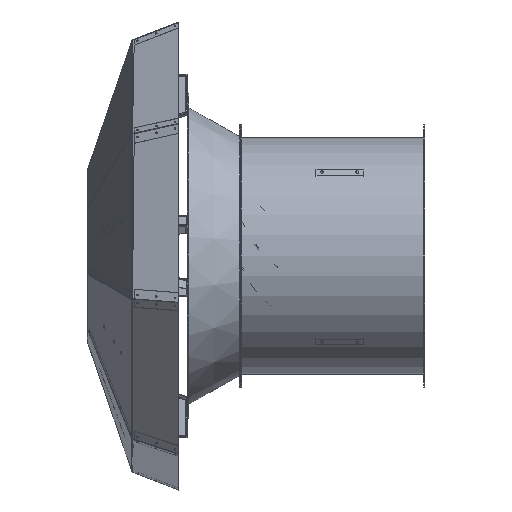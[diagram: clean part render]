
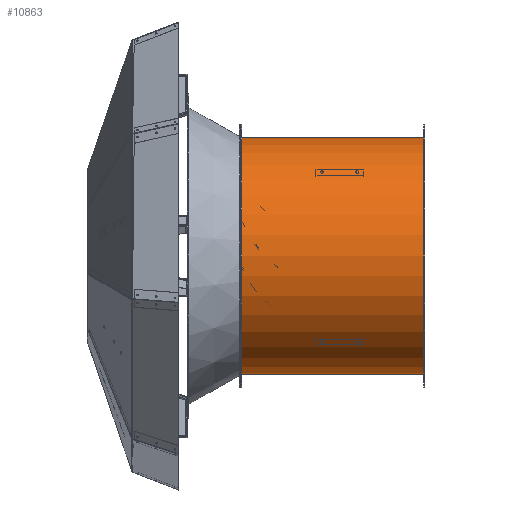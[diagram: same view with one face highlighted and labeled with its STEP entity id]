
A CAD part, front view. The second image highlights one B-rep face of the part: STEP entity #10863.
In plain terms, the highlighted cylindrical face has radius 401.2 mm (diameter 802.4 mm), a partial arc.
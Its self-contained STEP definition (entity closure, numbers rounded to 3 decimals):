
#10863=ADVANCED_FACE('',(#28366),#28368,.T.);
#28366=FACE_BOUND('',#28367,.T.);
#28367=EDGE_LOOP('',(#45100,#45101,#45102,#45103));
#28368=CYLINDRICAL_SURFACE('',#28369,401.2);
#28369=AXIS2_PLACEMENT_3D('',#28370,#28371,#28372);
#28370=CARTESIAN_POINT('',(0.,0.,0.));
#28371=DIRECTION('',(-1.,0.,0.));
#28372=DIRECTION('',(0.,-0.001,-1.));
#45100=ORIENTED_EDGE('',*,*,#57924,.T.);
#45101=ORIENTED_EDGE('',*,*,#57925,.T.);
#45102=ORIENTED_EDGE('',*,*,#57926,.F.);
#45103=ORIENTED_EDGE('',*,*,#57919,.F.);
#57919=EDGE_CURVE('',#66842,#66844,#66845,.T.);
#57924=EDGE_CURVE('',#66842,#66851,#66853,.T.);
#57925=EDGE_CURVE('',#66851,#66854,#66855,.T.);
#57926=EDGE_CURVE('',#66844,#66854,#66856,.T.);
#66842=VERTEX_POINT('',#83641);
#66844=VERTEX_POINT('',#83645);
#66845=LINE('',#83646,#83647);
#66851=VERTEX_POINT('',#83661);
#66853=CIRCLE('',#83665,401.2);
#66854=VERTEX_POINT('',#83669);
#66855=LINE('',#83670,#83671);
#66856=CIRCLE('',#83673,401.2);
#83641=CARTESIAN_POINT('',(0.,-0.502,-401.2));
#83645=CARTESIAN_POINT('',(-625.,-0.502,-401.2));
#83646=CARTESIAN_POINT('',(0.,-0.501,-401.2));
#83647=VECTOR('',#83648,1.);
#83648=DIRECTION('',(-1.,0.,0.));
#83661=CARTESIAN_POINT('',(0.,0.501,-401.2));
#83665=AXIS2_PLACEMENT_3D('',#83666,#83667,#83668);
#83666=CARTESIAN_POINT('',(0.,0.,0.));
#83667=DIRECTION('',(-1.,-0.,-0.));
#83668=DIRECTION('',(0.,-0.001,-1.));
#83669=CARTESIAN_POINT('',(-625.,0.501,-401.2));
#83670=CARTESIAN_POINT('',(0.,0.501,-401.2));
#83671=VECTOR('',#83672,1.);
#83672=DIRECTION('',(-1.,0.,0.));
#83673=AXIS2_PLACEMENT_3D('',#83674,#83675,#83676);
#83674=CARTESIAN_POINT('',(-625.,0.,0.));
#83675=DIRECTION('',(-1.,-0.,-0.));
#83676=DIRECTION('',(0.,-0.001,-1.));
